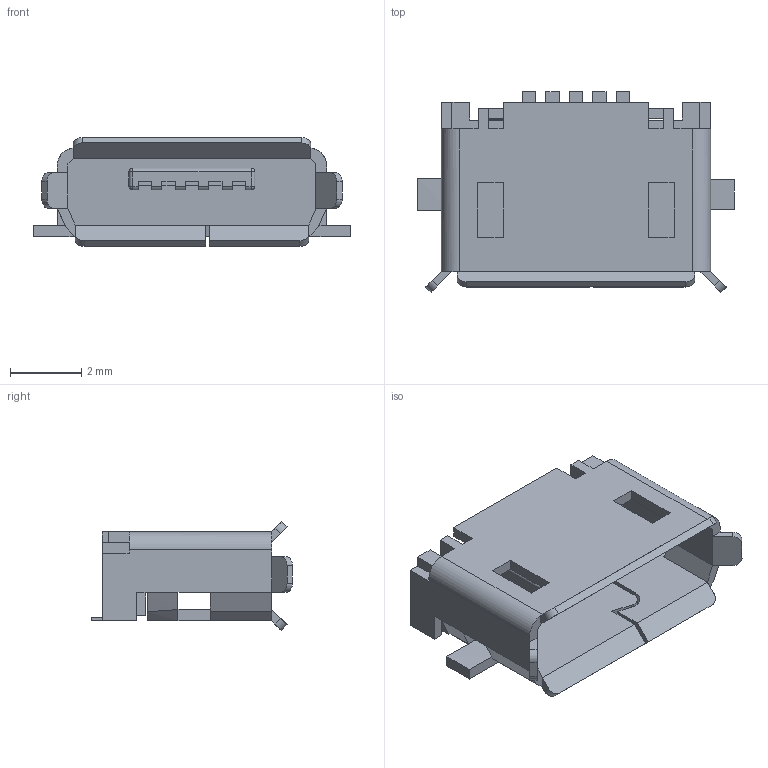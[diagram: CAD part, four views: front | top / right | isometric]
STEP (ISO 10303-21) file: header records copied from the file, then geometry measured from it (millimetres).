
FILE_DESCRIPTION (( 'STEP AP214' ), '1' );
FILE_NAME ('Teensy_3 with Pines.STEP', '2018-09-19T15:49:30', ( '' ), ( '' ), 'SwSTEP 2.0', 'SolidWorks 2018', '' );
FILE_SCHEMA (( 'AUTOMOTIVE_DESIGN' ));
Length unit declared in the file: millimetre
Products named in the file (5): Teensy_3 with Pines; micro_usb_shell (1); micro_usb (1); micro_usb_plastic (1); Group#12 (1)
Assembly tree (8 placements, depth 3):
  Teensy_3 with Pines
    micro_usb (1)
      Group#12 (1)  x5
      micro_usb_plastic (1)
      micro_usb_shell (1)
Bounding box: 8.91 x 5.65 x 3.06 mm (x, y, z)
Volume: 41 mm3; surface area: 290.6 mm2
Topology: 7 solids, 7 shells, 245 faces, 654 edges, 418 vertices
Faces by surface type: plane 210, cylinder 30, bspline 5
Entity records: 10830 total; most frequent: CARTESIAN_POINT 3238, ORIENTED_EDGE 1116, DIRECTION 1003, EDGE_CURVE 558, LINE 485, VECTOR 485, VERTEX_POINT 354, AXIS2_PLACEMENT_3D 259
